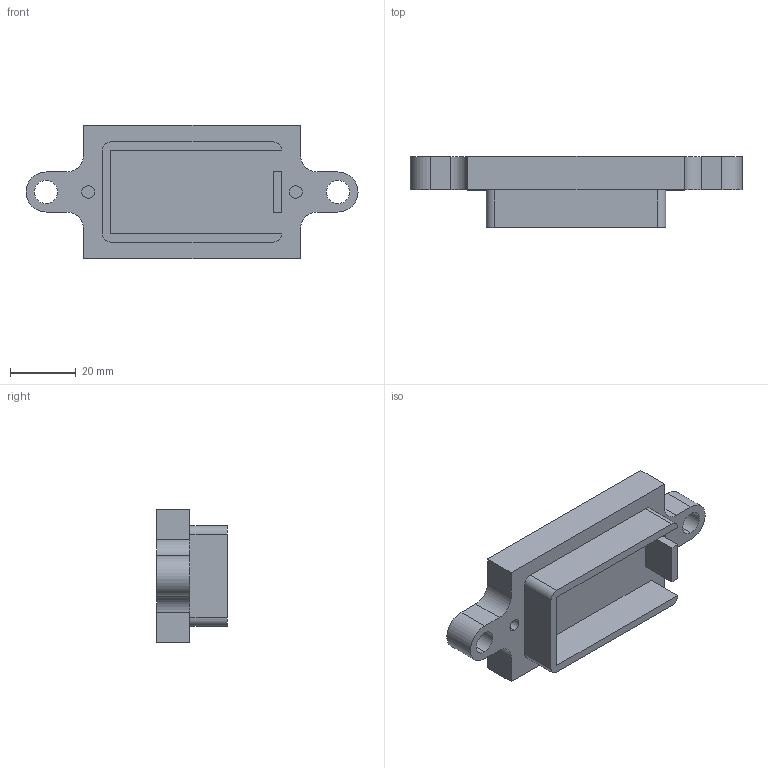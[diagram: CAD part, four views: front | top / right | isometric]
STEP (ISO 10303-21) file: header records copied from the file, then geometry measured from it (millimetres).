
FILE_DESCRIPTION (( 'STEP AP214' ), '1' );
FILE_NAME ('Camera Sled Cantaloupe v2.STEP', '2026-02-13T02:18:34', ( '' ), ( '' ), 'SwSTEP 2.0', 'SolidWorks 2025', '' );
FILE_SCHEMA (( 'AUTOMOTIVE_DESIGN' ));
Length unit declared in the file: inch
Products named in the file (1): Camera Sled Cantaloupe v2
Bounding box: 101.09 x 21.59 x 40.64 mm (x, y, z)
Volume: 34512 mm3; surface area: 13042.8 mm2
Topology: 1 solids, 1 shells, 53 faces, 132 edges, 88 vertices
Faces by surface type: plane 29, cylinder 24
Entity records: 1629 total; most frequent: DIRECTION 288, CARTESIAN_POINT 274, ORIENTED_EDGE 264, EDGE_CURVE 132, AXIS2_PLACEMENT_3D 102, VERTEX_POINT 88, VECTOR 84, LINE 84
